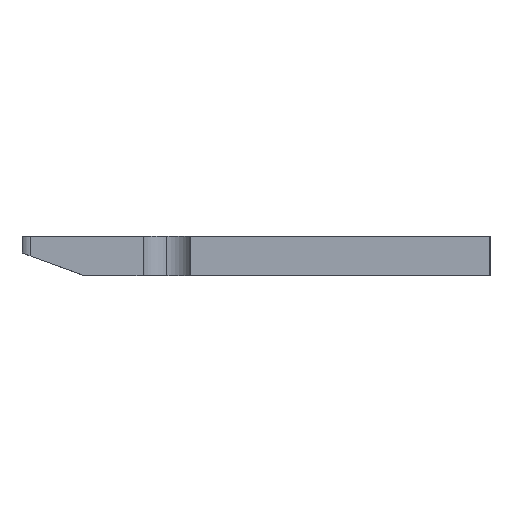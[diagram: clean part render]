
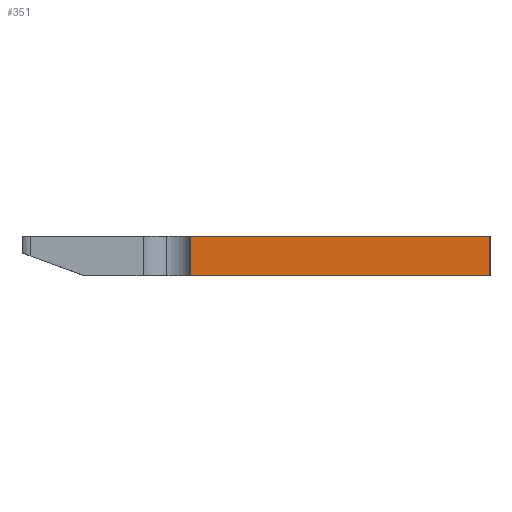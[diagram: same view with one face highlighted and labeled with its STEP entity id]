
A CAD part, left-side view. The second image highlights one B-rep face of the part: STEP entity #351.
In plain terms, the highlighted planar face has unit normal (-1, 0, 0).
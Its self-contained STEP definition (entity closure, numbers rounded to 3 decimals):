
#26 = PLANE ( 'NONE',  #163 ) ;
#40 = EDGE_LOOP ( 'NONE', ( #893, #269, #415, #67 ) ) ;
#67 = ORIENTED_EDGE ( 'NONE', *, *, #183, .T. ) ;
#69 = VERTEX_POINT ( 'NONE', #178 ) ;
#88 = LINE ( 'NONE', #962, #919 ) ;
#151 = DIRECTION ( 'NONE',  ( 0., 0., -1. ) ) ;
#153 = CARTESIAN_POINT ( 'NONE',  ( -62.5, 88.9, -7.8 ) ) ;
#163 = AXIS2_PLACEMENT_3D ( 'NONE', #656, #228, #309 ) ;
#178 = CARTESIAN_POINT ( 'NONE',  ( -62.5, 58., -7.8 ) ) ;
#183 = EDGE_CURVE ( 'NONE', #1049, #69, #1017, .T. ) ;
#228 = DIRECTION ( 'NONE',  ( -1., 0., 0. ) ) ;
#252 = DIRECTION ( 'NONE',  ( 0., -1., 0. ) ) ;
#264 = CARTESIAN_POINT ( 'NONE',  ( -62.5, 0.45, -0.2 ) ) ;
#269 = ORIENTED_EDGE ( 'NONE', *, *, #477, .T. ) ;
#284 = VERTEX_POINT ( 'NONE', #382 ) ;
#309 = DIRECTION ( 'NONE',  ( 0., 0., 1. ) ) ;
#335 = CARTESIAN_POINT ( 'NONE',  ( -62.5, 58., -8. ) ) ;
#351 = ADVANCED_FACE ( 'NONE', ( #842 ), #26, .T. ) ;
#354 = LINE ( 'NONE', #153, #964 ) ;
#382 = CARTESIAN_POINT ( 'NONE',  ( -62.5, 0.45, -0.2 ) ) ;
#415 = ORIENTED_EDGE ( 'NONE', *, *, #761, .T. ) ;
#477 = EDGE_CURVE ( 'NONE', #715, #284, #88, .T. ) ;
#507 = DIRECTION ( 'NONE',  ( 0., 0., 1. ) ) ;
#545 = CARTESIAN_POINT ( 'NONE',  ( -62.5, 0.45, -7.8 ) ) ;
#548 = VECTOR ( 'NONE', #151, 1000. ) ;
#586 = CARTESIAN_POINT ( 'NONE',  ( -62.5, 58., -0.2 ) ) ;
#656 = CARTESIAN_POINT ( 'NONE',  ( -62.5, 88.9, -8. ) ) ;
#671 = VECTOR ( 'NONE', #1081, 1000. ) ;
#684 = EDGE_CURVE ( 'NONE', #69, #715, #354, .T. ) ;
#715 = VERTEX_POINT ( 'NONE', #545 ) ;
#761 = EDGE_CURVE ( 'NONE', #284, #1049, #1014, .T. ) ;
#842 = FACE_OUTER_BOUND ( 'NONE', #40, .T. ) ;
#893 = ORIENTED_EDGE ( 'NONE', *, *, #684, .T. ) ;
#919 = VECTOR ( 'NONE', #507, 1000. ) ;
#962 = CARTESIAN_POINT ( 'NONE',  ( -62.5, 0.45, -8. ) ) ;
#964 = VECTOR ( 'NONE', #252, 1000. ) ;
#1014 = LINE ( 'NONE', #264, #671 ) ;
#1017 = LINE ( 'NONE', #335, #548 ) ;
#1049 = VERTEX_POINT ( 'NONE', #586 ) ;
#1081 = DIRECTION ( 'NONE',  ( 0., 1., 0. ) ) ;
